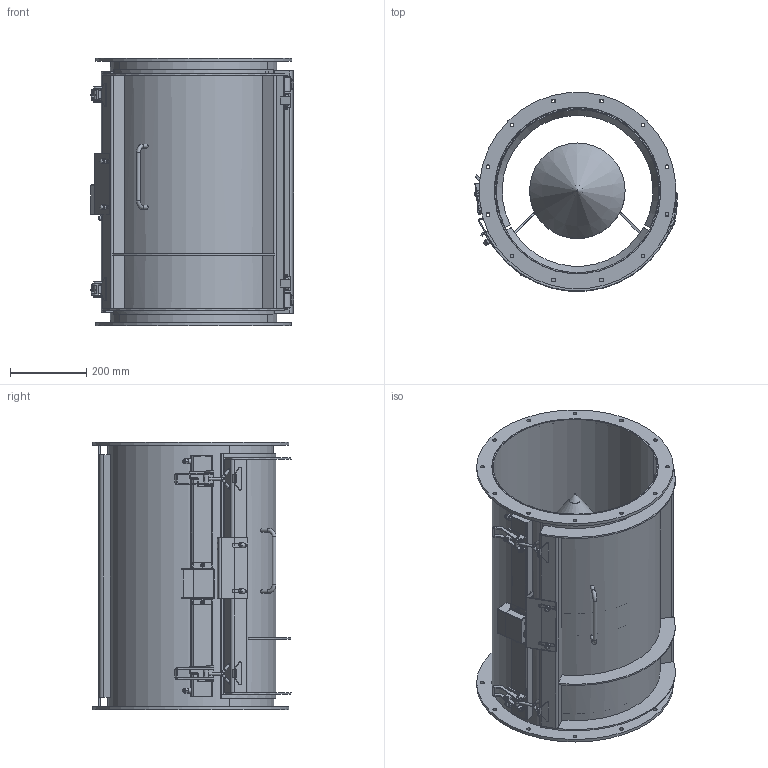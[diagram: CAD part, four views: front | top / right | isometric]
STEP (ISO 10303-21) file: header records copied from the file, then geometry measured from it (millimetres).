
FILE_DESCRIPTION(/* description */ (''),/* implementation_level */ '2;1');
FILE_NAME(/* name */ 'SPPF000063.stp',/* time_stamp */ '2018-07-28T08:03:34+02:00',/* author */ ('pw'),/* organization */ (''),/* preprocessor_version */ 'ST-DEVELOPER v16.5',/* originating_system */ 'Autodesk Inventor 2017',/* authorisation */ '');
FILE_SCHEMA (('AUTOMOTIVE_DESIGN { 1 0 10303 214 3 1 1 }'));
Length unit declared in the file: millimetre
Products named in the file (1): SPPF000063
Bounding box: 531.71 x 519.37 x 700 mm (x, y, z)
Volume: 3926733.3 mm3; surface area: 4100578.1 mm2
Topology: 15 solids, 23 shells, 1032 faces, 2672 edges, 1666 vertices
Faces by surface type: plane 582, cylinder 324, cone 91, torus 24, bspline 6, sphere 5
Full cylindrical faces by diameter (mm): 2.459 x2, 3 x4, 3.242 x2, 4 x8, 6 x6, 6.3 x2, 6.647 x4, 7 x12, 8 x6, 8.1 x2, 10 x31, 12 x5, 12.5 x4, 13 x2, 13.5 x4, 14 x3, 15.2 x4, 16 x6, 16.5 x1, 19 x2, 26 x1, 28 x2, 30 x4, 31 x2, 40 x1, 170 x1, 200 x1, 235 x1, 250 x2, 436 x2
Entity records: 32440 total; most frequent: CARTESIAN_POINT 7005, DIRECTION 5086, ORIENTED_EDGE 4798, EDGE_CURVE 2371, AXIS2_PLACEMENT_3D 1844, VERTEX_POINT 1575, EDGE_LOOP 1445, LINE 1398
